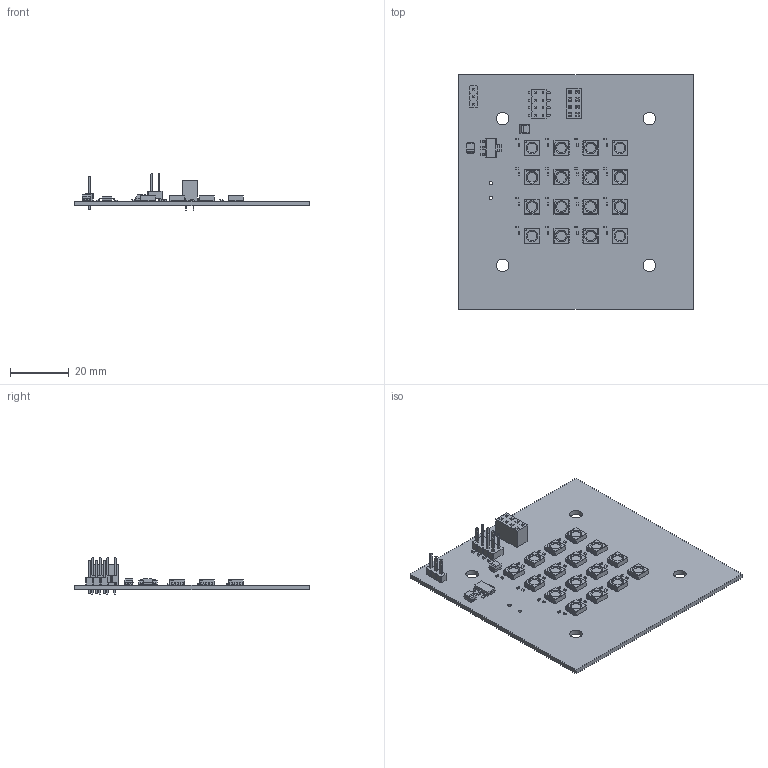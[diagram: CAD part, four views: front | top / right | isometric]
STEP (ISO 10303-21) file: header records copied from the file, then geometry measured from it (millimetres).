
FILE_DESCRIPTION(('KiCad electronic assembly'),'2;1');
FILE_NAME('blinkenlights-3D_.step','2021-09-24T07:36:35',('An Author'),( 'A Company'),'Open CASCADE STEP processor 7.3', 'KiCad to STEP converter','Unknown');
FILE_SCHEMA(('AUTOMOTIVE_DESIGN { 1 0 10303 214 1 1 1 1 }'));
Length unit declared in the file: millimetre
Products named in the file (18): Open CASCADE STEP translator 7.3 1; CP_EIA-3528-21_Kemet-B; SOLID; C_0402_1005Metric; LED_WS2812_PLCC6_5.0x5.0mm_P1.6mm; PinSocket_2x04_P2.54mm_Vertical; PinHeader_2x04_P2.54mm_Vertical_SMD; PinHeader_1x03_P2.54mm_Vertical; R_0402_1005Metric; SOT-223; COMPOUND
Assembly tree (63 placements, depth 3):
  Open CASCADE STEP translator 7.3 1
    CP_EIA-3528-21_Kemet-B  x2
      SOLID
    C_0402_1005Metric  x16
      SOLID
    LED_WS2812_PLCC6_5.0x5.0mm_P1.6mm  x16
      SOLID
    PinSocket_2x04_P2.54mm_Vertical
      SOLID
    PinHeader_2x04_P2.54mm_Vertical_SMD
      SOLID
    PinHeader_1x03_P2.54mm_Vertical
      SOLID
    R_0402_1005Metric  x16
      SOLID
    SOT-223
      SOLID
    COMPOUND
Bounding box: 80 x 80 x 12.4 mm (x, y, z)
Volume: 11411 mm3; surface area: 16241.5 mm2
Topology: 55 solids, 55 shells, 3097 faces, 8629 edges, 5642 vertices
Faces by surface type: plane 2196, cylinder 851, bspline 34, cone 16
Full cylindrical faces by diameter (mm): 1 x11, 1.15 x2, 3.333 x16, 4.3 x4
Entity records: 62474 total; most frequent: CARTESIAN_POINT 12985, DIRECTION 8111, LINE 5885, VECTOR 5885, ORIENTED_EDGE 4256, PCURVE 4256, DEFINITIONAL_REPRESENTATION 4256, EDGE_CURVE 2128
